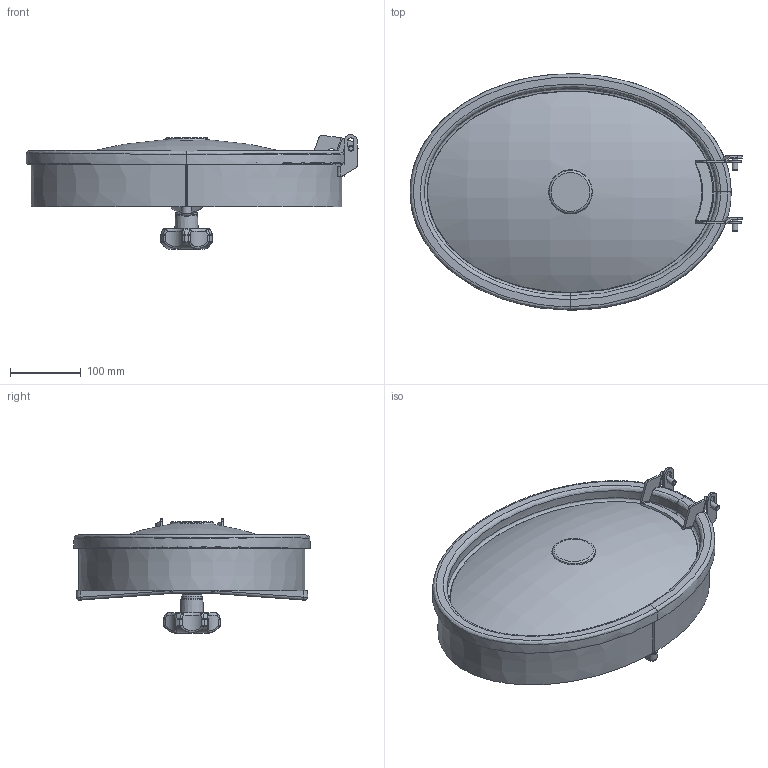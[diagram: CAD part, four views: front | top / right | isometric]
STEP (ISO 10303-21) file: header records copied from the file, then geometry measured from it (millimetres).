
FILE_DESCRIPTION(/* description */ ('Unknown'),/* implementation_level */ '2;1');
FILE_NAME(/* name */ 'FA01E7000 MOD 170 rev 02',/* time_stamp */ '2016-07-01T16:01:19+02:00',/* author */ ('Unknown'),/* organization */ ('Unknown'),/* preprocessor_version */ 'ST-DEVELOPER v16',/* originating_system */ 'DEX',/* authorisation */ $);
FILE_SCHEMA (('AUTOMOTIVE_DESIGN {1 0 10303 214 3 1 1}'));
Products named in the file (20): FA01E7000 MOD 170 rev 02; 7TA0100-05 rev 0; 8AP01-4 rev 0; 81038 rev 02; 7CA0102 rev 01; 8AS101 rev 02; 72001; 82050; 92003 rev 04; 73002; 82074; 97270 rev 01; 97321; 94170 c_rond; 94170 rev 0; 94170_1 rev 0; 97057; 9621 assieme; 71080
Assembly tree (20 placements, depth 4):
  FA01E7000 MOD 170 rev 02
    7TA0100-05 rev 0
      8AP01-4 rev 0
      81038 rev 02
    7CA0102 rev 01
      8AS101 rev 02
      72001
        82050
        92003 rev 04
      73002
        82074
        97270 rev 01  x2
    97321
    94170 c_rond
      94170 rev 0
        94170 rev 0
        94170_1 rev 0
      97057
    9621 assieme
    71080
Bounding box: 470.06 x 334.85 x 162.68 mm (x, y, z)
Volume: 1228478.1 mm3; surface area: 4011465407.1 mm2
Topology: 14 solids, 14 shells, 3353 faces, 6465 edges, 3108 vertices
Faces by surface type: plane 1681, cone 1314, bspline 156, cylinder 145, torus 49, sphere 8
Full cylindrical faces by diameter (mm): 8 x2, 8.5 x2, 10.6 x1, 11.835 x1, 12 x1, 14 x2, 16.5 x3, 17 x1, 17.5 x1, 18 x1, 18.3 x1, 18.5 x2, 18.6 x1, 19 x1, 20 x1, 21.7 x1, 22 x2, 25 x1, 25.8 x1, 30 x1, 53 x1, 55.5 x1
Entity records: 123958 total; most frequent: CARTESIAN_POINT 43181, ORIENTED_EDGE 12692, DIRECTION 11956, EDGE_CURVE 6346, AXIS2_PLACEMENT_3D 5288, EDGE_LOOP 3435, FACE_BOUND 3435, ADVANCED_FACE 3349
